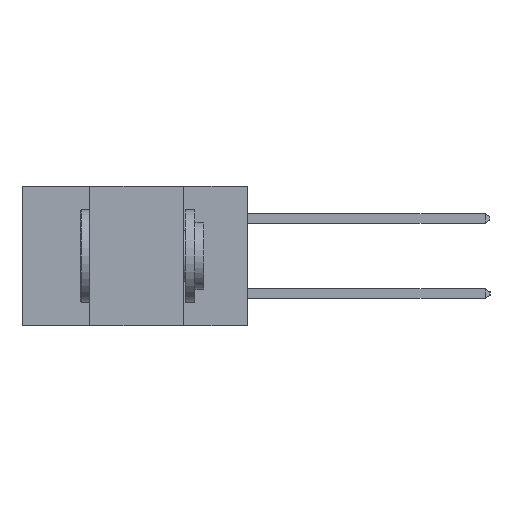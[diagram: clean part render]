
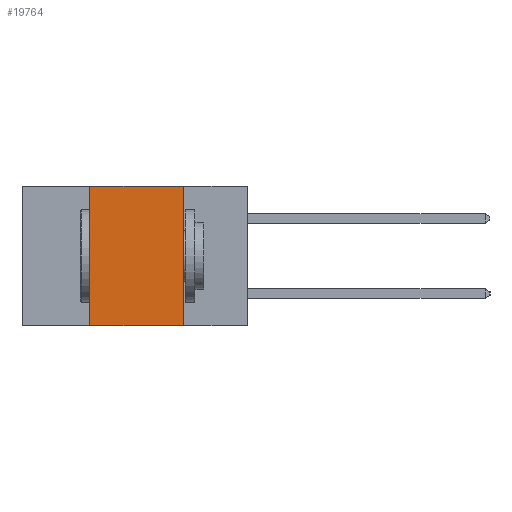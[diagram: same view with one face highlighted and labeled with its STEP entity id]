
A CAD part, left-side view. The second image highlights one B-rep face of the part: STEP entity #19764.
In plain terms, the highlighted planar face has unit normal (-1, 0, 0).
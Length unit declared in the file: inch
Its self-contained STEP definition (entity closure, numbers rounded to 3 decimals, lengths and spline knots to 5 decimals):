
#177 = FACE_OUTER_BOUND ( 'NONE', #17527, .T. ) ;
#180 = VECTOR ( 'NONE', #5878, 39.37008 ) ;
#871 = VERTEX_POINT ( 'NONE', #12039 ) ;
#1513 = LINE ( 'NONE', #1911, #18557 ) ;
#1732 = EDGE_CURVE ( 'NONE', #7175, #871, #1513, .T. ) ;
#1911 = CARTESIAN_POINT ( 'NONE',  ( 0., 0.42, -0.37 ) ) ;
#2456 = CARTESIAN_POINT ( 'NONE',  ( 0., 0.6, -0.37 ) ) ;
#3801 = LINE ( 'NONE', #8267, #12164 ) ;
#3919 = EDGE_CURVE ( 'NONE', #871, #9109, #20909, .T. ) ;
#4483 = PLANE ( 'NONE',  #12392 ) ;
#4857 = CARTESIAN_POINT ( 'NONE',  ( 0., 0.6, 0. ) ) ;
#5703 = DIRECTION ( 'NONE',  ( 0., -1., 0. ) ) ;
#5878 = DIRECTION ( 'NONE',  ( 0., -1., 0. ) ) ;
#5911 = ORIENTED_EDGE ( 'NONE', *, *, #15486, .T. ) ;
#5928 = ORIENTED_EDGE ( 'NONE', *, *, #3919, .F. ) ;
#5949 = ORIENTED_EDGE ( 'NONE', *, *, #1732, .F. ) ;
#6188 = DIRECTION ( 'NONE',  ( 0., 0., -1. ) ) ;
#6193 = ORIENTED_EDGE ( 'NONE', *, *, #8384, .F. ) ;
#6811 = LINE ( 'NONE', #2456, #10733 ) ;
#7175 = VERTEX_POINT ( 'NONE', #15545 ) ;
#7265 = DIRECTION ( 'NONE',  ( 0., 0., 1. ) ) ;
#8172 = CARTESIAN_POINT ( 'NONE',  ( 0., 0.17, 0. ) ) ;
#8267 = CARTESIAN_POINT ( 'NONE',  ( 0., 0.17, -0.37 ) ) ;
#8384 = EDGE_CURVE ( 'NONE', #9109, #13835, #3801, .T. ) ;
#9109 = VERTEX_POINT ( 'NONE', #8172 ) ;
#10733 = VECTOR ( 'NONE', #5703, 39.37008 ) ;
#12039 = CARTESIAN_POINT ( 'NONE',  ( 0., 0.42, 0. ) ) ;
#12164 = VECTOR ( 'NONE', #18135, 39.37008 ) ;
#12392 = AXIS2_PLACEMENT_3D ( 'NONE', #19269, #16135, #6188 ) ;
#13835 = VERTEX_POINT ( 'NONE', #16048 ) ;
#15486 = EDGE_CURVE ( 'NONE', #7175, #13835, #6811, .T. ) ;
#15545 = CARTESIAN_POINT ( 'NONE',  ( 0., 0.42, -0.37 ) ) ;
#16048 = CARTESIAN_POINT ( 'NONE',  ( 0., 0.17, -0.37 ) ) ;
#16135 = DIRECTION ( 'NONE',  ( 1., 0., 0. ) ) ;
#17527 = EDGE_LOOP ( 'NONE', ( #6193, #5928, #5949, #5911 ) ) ;
#18135 = DIRECTION ( 'NONE',  ( 0., 0., -1. ) ) ;
#18557 = VECTOR ( 'NONE', #7265, 39.37008 ) ;
#19269 = CARTESIAN_POINT ( 'NONE',  ( 0., 0.6, 0. ) ) ;
#19764 = ADVANCED_FACE ( 'NONE', ( #177 ), #4483, .F. ) ;
#20909 = LINE ( 'NONE', #4857, #180 ) ;
